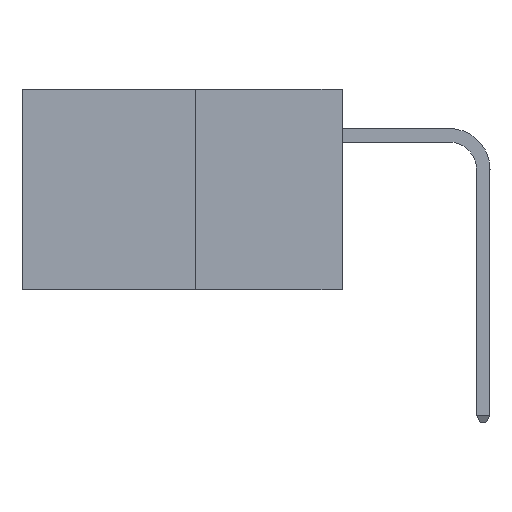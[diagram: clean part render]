
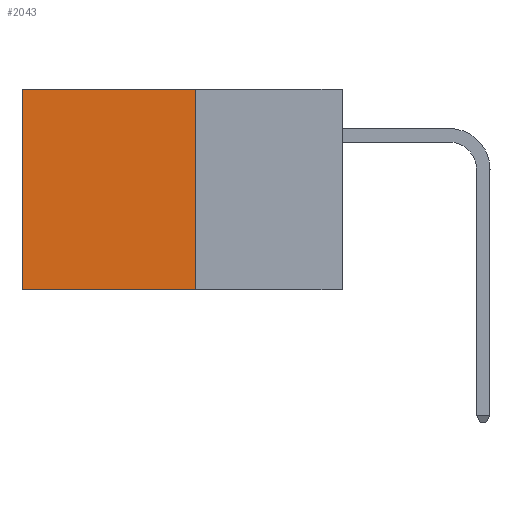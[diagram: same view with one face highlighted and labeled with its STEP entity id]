
A CAD part, left-side view. The second image highlights one B-rep face of the part: STEP entity #2043.
In plain terms, the highlighted planar face has unit normal (-1, 0, 0).
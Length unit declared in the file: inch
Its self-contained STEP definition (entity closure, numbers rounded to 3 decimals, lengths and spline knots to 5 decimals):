
#12 = EDGE_LOOP ( 'NONE', ( #3995, #14567, #8482, #7882 ) ) ;
#676 = CARTESIAN_POINT ( 'NONE',  ( 0.277, 0.59, -0.37 ) ) ;
#693 = DIRECTION ( 'NONE',  ( 0., 0., -1. ) ) ;
#1153 = EDGE_CURVE ( 'NONE', #5978, #14866, #8177, .T. ) ;
#1391 = CARTESIAN_POINT ( 'NONE',  ( 0.277, 0.27, 0. ) ) ;
#2043 = ADVANCED_FACE ( 'NONE', ( #12187 ), #4731, .F. ) ;
#2755 = EDGE_CURVE ( 'NONE', #14866, #5310, #8614, .T. ) ;
#3995 = ORIENTED_EDGE ( 'NONE', *, *, #2755, .T. ) ;
#4731 = PLANE ( 'NONE',  #12365 ) ;
#4798 = EDGE_CURVE ( 'NONE', #5978, #17556, #17638, .T. ) ;
#5310 = VERTEX_POINT ( 'NONE', #676 ) ;
#5516 = CARTESIAN_POINT ( 'NONE',  ( 0.277, 0.27, 0. ) ) ;
#5978 = VERTEX_POINT ( 'NONE', #5516 ) ;
#6523 = CARTESIAN_POINT ( 'NONE',  ( 0.277, 0.27, -0.37 ) ) ;
#7251 = DIRECTION ( 'NONE',  ( 1., 0., 0. ) ) ;
#7882 = ORIENTED_EDGE ( 'NONE', *, *, #1153, .T. ) ;
#8177 = LINE ( 'NONE', #1391, #15209 ) ;
#8482 = ORIENTED_EDGE ( 'NONE', *, *, #4798, .F. ) ;
#8614 = LINE ( 'NONE', #12851, #11956 ) ;
#9041 = EDGE_CURVE ( 'NONE', #17556, #5310, #9101, .T. ) ;
#9101 = LINE ( 'NONE', #12668, #16043 ) ;
#11437 = CARTESIAN_POINT ( 'NONE',  ( 0.277, 0.27, -0.37 ) ) ;
#11956 = VECTOR ( 'NONE', #693, 39.37008 ) ;
#12187 = FACE_OUTER_BOUND ( 'NONE', #12, .T. ) ;
#12365 = AXIS2_PLACEMENT_3D ( 'NONE', #11437, #7251, #16229 ) ;
#12668 = CARTESIAN_POINT ( 'NONE',  ( 0.277, 0.27, -0.37 ) ) ;
#12851 = CARTESIAN_POINT ( 'NONE',  ( 0.277, 0.59, -0.37 ) ) ;
#13802 = DIRECTION ( 'NONE',  ( 0., 0., -1. ) ) ;
#14031 = VECTOR ( 'NONE', #13802, 39.37008 ) ;
#14071 = DIRECTION ( 'NONE',  ( 0., 1., 0. ) ) ;
#14440 = CARTESIAN_POINT ( 'NONE',  ( 0.277, 0.59, 0. ) ) ;
#14567 = ORIENTED_EDGE ( 'NONE', *, *, #9041, .F. ) ;
#14866 = VERTEX_POINT ( 'NONE', #14440 ) ;
#15209 = VECTOR ( 'NONE', #15771, 39.37008 ) ;
#15771 = DIRECTION ( 'NONE',  ( 0., 1., 0. ) ) ;
#16043 = VECTOR ( 'NONE', #14071, 39.37008 ) ;
#16229 = DIRECTION ( 'NONE',  ( 0., 0., -1. ) ) ;
#16969 = CARTESIAN_POINT ( 'NONE',  ( 0.277, 0.27, -0.37 ) ) ;
#17556 = VERTEX_POINT ( 'NONE', #6523 ) ;
#17638 = LINE ( 'NONE', #16969, #14031 ) ;
